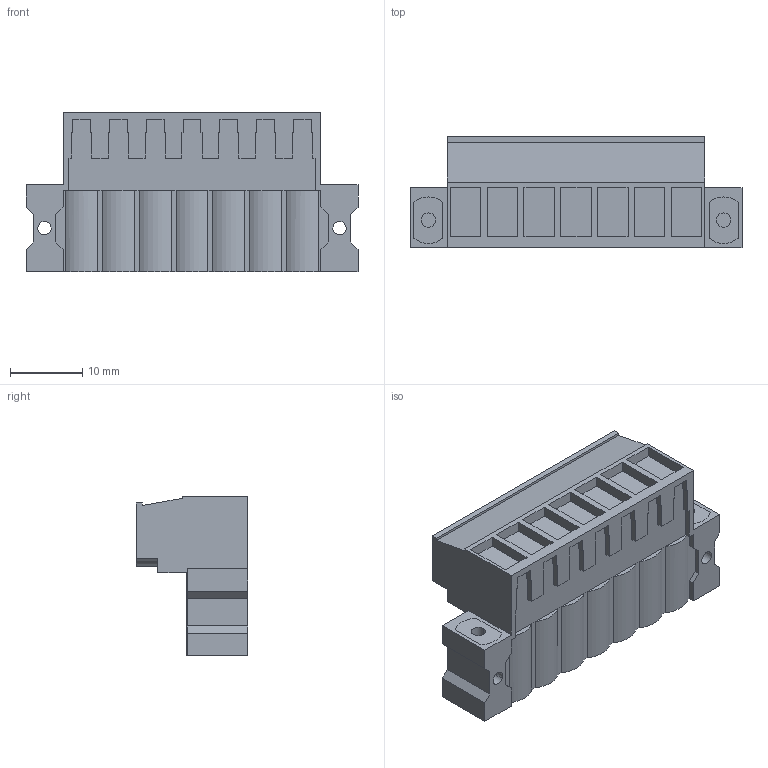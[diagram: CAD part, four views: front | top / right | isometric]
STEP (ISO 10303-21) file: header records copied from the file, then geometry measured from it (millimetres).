
FILE_DESCRIPTION(('CATIA V5 STEP Exchange','CAx-IF Rec.Pracs.--- Model Styling and Organization---1.2---2011-12-15'),'2;1');
FILE_NAME ('D1457468_0_1846410000_1846410000.stp','2017-05-17T11:19:23+00:00',('none'),('Weidmueller'),'CATIA Version 5-6 Release 2014','CATIA V5 STEP AP214','none');
FILE_SCHEMA(('AUTOMOTIVE_DESIGN { 1 0 10303 214 1 1 1 1 }'));
Length unit declared in the file: millimetre
Products named in the file (1): 1846410000
Bounding box: 45.82 x 15.38 x 22.05 mm (x, y, z)
Volume: 6945.3 mm3; surface area: 6515.9 mm2
Topology: 19 solids, 19 shells, 597 faces, 1604 edges, 1080 vertices
Faces by surface type: plane 450, cylinder 119, extrusion 28
Entity records: 18058 total; most frequent: CARTESIAN_POINT 3987, ORIENTED_EDGE 3208, DIRECTION 2258, EDGE_CURVE 1604, VECTOR 1302, LINE 1274, VERTEX_POINT 1080, EDGE_LOOP 658
